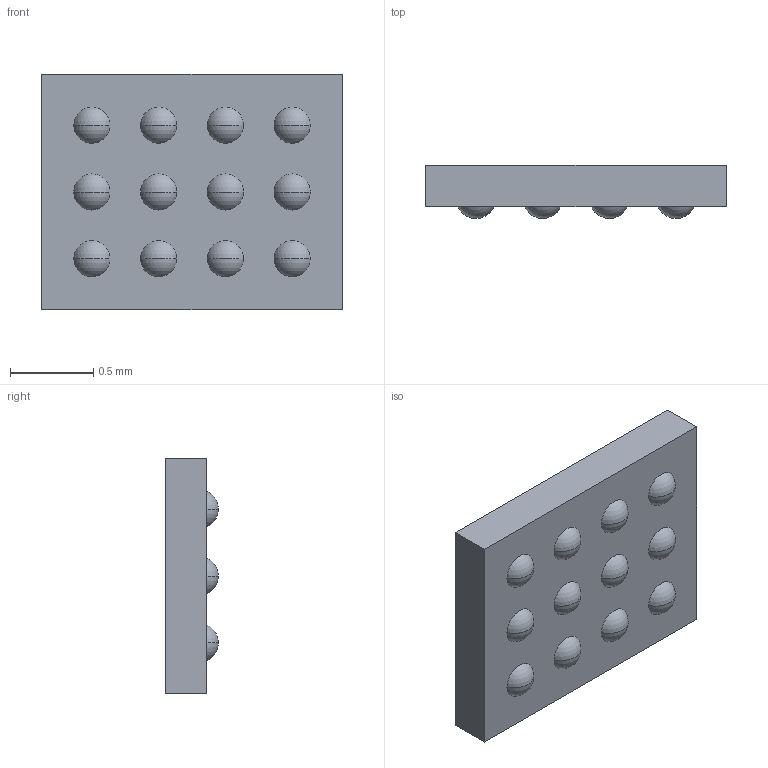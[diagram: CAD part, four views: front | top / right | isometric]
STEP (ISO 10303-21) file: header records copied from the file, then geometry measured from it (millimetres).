
FILE_DESCRIPTION (( 'STEP AP214' ), '1' );
FILE_NAME ('Thin_WL-CSP_1.800x1.413_0.4P.step', '2020-10-19T11:51:59+00:00', 'Stefan Hamminga', '', '', '', '');
FILE_SCHEMA (( 'AUTOMOTIVE_DESIGN' ));
Length unit declared in the file: millimetre
Products named in the file (1): Thin_WL-CSP_1.800x1.413_0.4P
Bounding box: 1.8 x 0.32 x 1.41 mm (x, y, z)
Volume: 0.6 mm3; surface area: 6.9 mm2
Topology: 1 solids, 1 shells, 30 faces, 60 edges, 44 vertices
Faces by surface type: sphere 24, plane 6
Entity records: 1126 total; most frequent: DIRECTION 170, CARTESIAN_POINT 135, ORIENTED_EDGE 120, AXIS2_PLACEMENT_3D 79, EDGE_CURVE 60, CIRCLE 48, VERTEX_POINT 44, EDGE_LOOP 42
